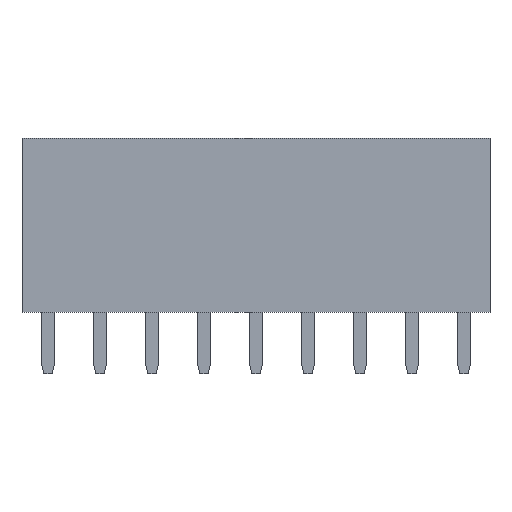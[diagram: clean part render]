
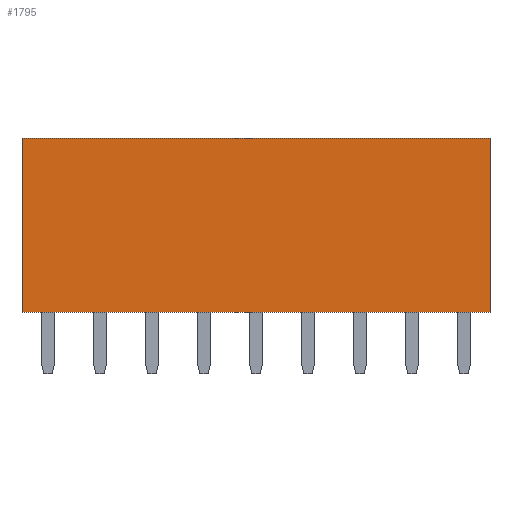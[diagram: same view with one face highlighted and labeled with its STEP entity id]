
A CAD part, left-side view. The second image highlights one B-rep face of the part: STEP entity #1795.
In plain terms, the highlighted planar face has unit normal (-1, 0, 0).
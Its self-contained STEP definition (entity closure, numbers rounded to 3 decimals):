
#873 = VERTEX_POINT('',#874);
#874 = CARTESIAN_POINT('',(-1.25,1.27,0.));
#882 = EDGE_CURVE('',#873,#883,#885,.T.);
#883 = VERTEX_POINT('',#884);
#884 = CARTESIAN_POINT('',(-1.25,1.27,8.5));
#885 = LINE('',#886,#887);
#886 = CARTESIAN_POINT('',(-1.25,1.27,0.));
#887 = VECTOR('',#888,1.);
#888 = DIRECTION('',(0.,0.,1.));
#963 = EDGE_CURVE('',#964,#873,#966,.T.);
#964 = VERTEX_POINT('',#965);
#965 = CARTESIAN_POINT('',(-1.25,-21.59,0.));
#966 = LINE('',#967,#968);
#967 = CARTESIAN_POINT('',(-1.25,-21.59,0.));
#968 = VECTOR('',#969,1.);
#969 = DIRECTION('',(0.,1.,0.));
#1470 = EDGE_CURVE('',#1471,#883,#1473,.T.);
#1471 = VERTEX_POINT('',#1472);
#1472 = CARTESIAN_POINT('',(-1.25,-21.59,8.5));
#1473 = LINE('',#1474,#1475);
#1474 = CARTESIAN_POINT('',(-1.25,-21.59,8.5));
#1475 = VECTOR('',#1476,1.);
#1476 = DIRECTION('',(0.,1.,0.));
#1795 = ADVANCED_FACE('',(#1796),#1807,.T.);
#1796 = FACE_BOUND('',#1797,.T.);
#1797 = EDGE_LOOP('',(#1798,#1804,#1805,#1806));
#1798 = ORIENTED_EDGE('',*,*,#1799,.T.);
#1799 = EDGE_CURVE('',#964,#1471,#1800,.T.);
#1800 = LINE('',#1801,#1802);
#1801 = CARTESIAN_POINT('',(-1.25,-21.59,0.));
#1802 = VECTOR('',#1803,1.);
#1803 = DIRECTION('',(0.,0.,1.));
#1804 = ORIENTED_EDGE('',*,*,#1470,.T.);
#1805 = ORIENTED_EDGE('',*,*,#882,.F.);
#1806 = ORIENTED_EDGE('',*,*,#963,.F.);
#1807 = PLANE('',#1808);
#1808 = AXIS2_PLACEMENT_3D('',#1809,#1810,#1811);
#1809 = CARTESIAN_POINT('',(-1.25,-21.59,0.));
#1810 = DIRECTION('',(-1.,0.,0.));
#1811 = DIRECTION('',(0.,1.,0.));
